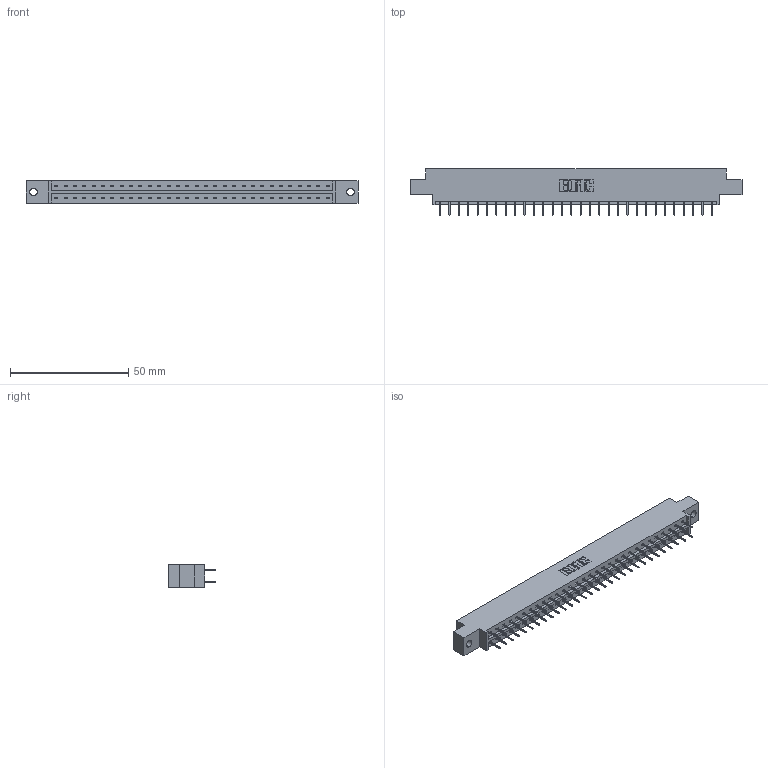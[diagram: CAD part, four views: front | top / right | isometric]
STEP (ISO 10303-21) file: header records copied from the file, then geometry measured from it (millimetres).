
FILE_DESCRIPTION (( 'STEP AP203' ), '1' );
FILE_NAME ('833-060-524-802.STEP', '2020-06-05T02:15:55', ( '' ), ( '' ), 'SwSTEP 2.0', 'SolidWorks 2020', '' );
FILE_SCHEMA (( 'CONFIG_CONTROL_DESIGN' ));
Length unit declared in the file: inch
Products named in the file (3): 345-292-001_345-293-124; 833-060-524-802; 833 Part_Offset - .128 Dia
Assembly tree (61 placements, depth 2):
  833-060-524-802
    833 Part_Offset - .128 Dia
    345-292-001_345-293-124  x60
Bounding box: 140.41 x 19.69 x 9.4 mm (x, y, z)
Volume: 13867.7 mm3; surface area: 15941.1 mm2
Topology: 61 solids, 61 shells, 3478 faces, 9863 edges, 6334 vertices
Faces by surface type: plane 2594, cylinder 884
Entity records: 21061 total; most frequent: CARTESIAN_POINT 3506, ORIENTED_EDGE 3442, DIRECTION 3017, EDGE_CURVE 1721, VECTOR 1597, LINE 1597, VERTEX_POINT 1142, AXIS2_PLACEMENT_3D 710
